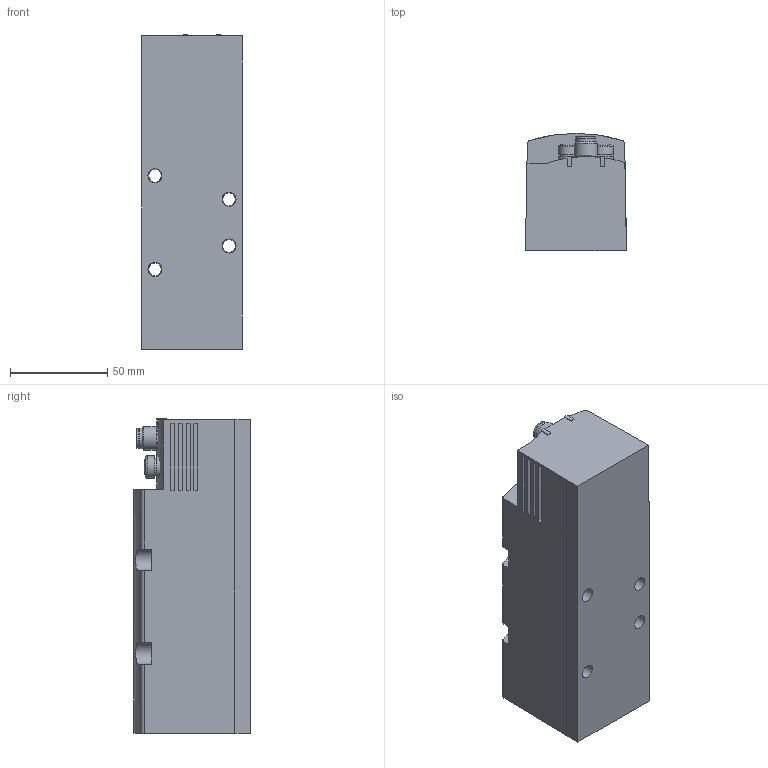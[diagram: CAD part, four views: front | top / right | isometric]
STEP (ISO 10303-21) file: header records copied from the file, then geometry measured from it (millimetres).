
FILE_DESCRIPTION(/* description */ ('STEP AP214'),/* implementation_level */ '2;1');
FILE_NAME(/* name */ '567002_VSVA-B-T32H-AZD-D2-1R5L',/* time_stamp */ '2024-09-17T10:20:45+02:00',/* author */ ('License CC BY-ND 4.0'),/* organization */ ('CADENAS'),/* preprocessor_version */ 'ST-DEVELOPER v19.3',/* originating_system */ 'PARTsolutions',/* authorisation */ ' ');
FILE_SCHEMA (('AUTOMOTIVE_DESIGN {1 0 10303 214 3 1 1}'));
Length unit declared in the file: millimetre
Products named in the file (1): 567002 VSVA-B-T32H-AZD-D2-1R5L
Bounding box: 51.6 x 60 x 161.2 mm (x, y, z)
Volume: 448095.7 mm3; surface area: 46131.6 mm2
Topology: 1 solids, 1 shells, 114 faces, 271 edges, 180 vertices
Faces by surface type: plane 73, cylinder 31, cone 6, torus 4
Full cylindrical faces by diameter (mm): 1 x3, 4.2 x2, 9.28 x2, 9.4 x1, 10.5 x1, 11.4 x4, 12 x1, 16 x1
Entity records: 3265 total; most frequent: CARTESIAN_POINT 627, DIRECTION 542, ORIENTED_EDGE 486, EDGE_CURVE 243, AXIS2_PLACEMENT_3D 193, VERTEX_POINT 177, EDGE_LOOP 168, FACE_BOUND 168
